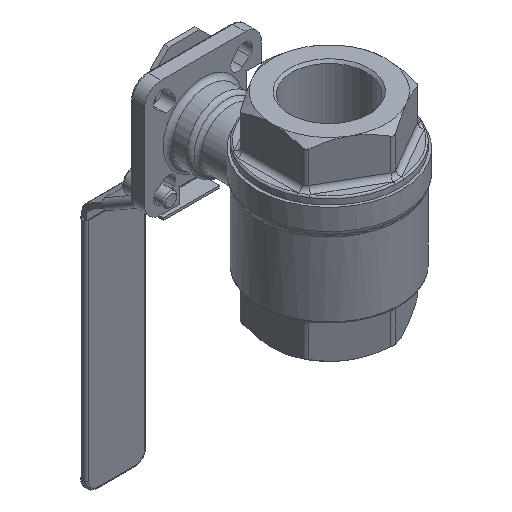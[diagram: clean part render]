
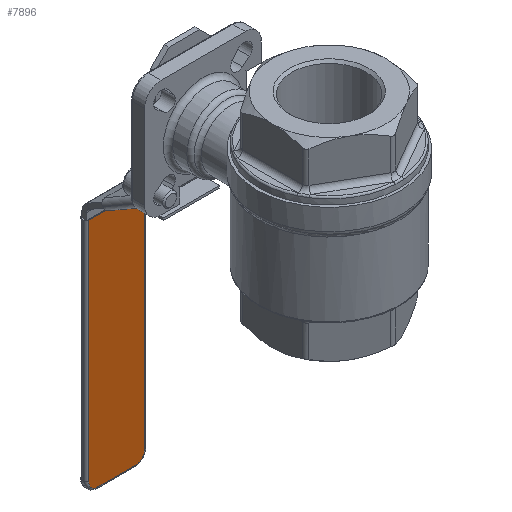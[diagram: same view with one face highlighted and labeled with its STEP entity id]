
A CAD part, isometric view. The second image highlights one B-rep face of the part: STEP entity #7896.
In plain terms, the highlighted planar face has unit normal (0, -1, 0).
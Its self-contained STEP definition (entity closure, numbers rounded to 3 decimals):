
#371=PLANE('',#8705);
#843=FACE_OUTER_BOUND('',#1323,.T.);
#1323=EDGE_LOOP('',(#6519,#6520,#6521,#6522,#6523,#6524));
#1862=LINE('',#14781,#2425);
#1865=LINE('',#14796,#2428);
#1867=LINE('',#14808,#2430);
#1868=LINE('',#14810,#2431);
#2425=VECTOR('',#10350,10.);
#2428=VECTOR('',#10367,10.);
#2430=VECTOR('',#10381,10.);
#2431=VECTOR('',#10384,10.);
#2828=CIRCLE('',#8696,4.);
#2832=CIRCLE('',#8702,4.);
#3585=VERTEX_POINT('',#14778);
#3586=VERTEX_POINT('',#14780);
#3588=VERTEX_POINT('',#14786);
#3590=VERTEX_POINT('',#14792);
#3592=VERTEX_POINT('',#14798);
#3594=VERTEX_POINT('',#14804);
#4573=EDGE_CURVE('',#3585,#3586,#1862,.T.);
#4578=EDGE_CURVE('',#3586,#3588,#2828,.T.);
#4581=EDGE_CURVE('',#3588,#3590,#1865,.T.);
#4584=EDGE_CURVE('',#3590,#3592,#2832,.T.);
#4587=EDGE_CURVE('',#3592,#3594,#1867,.T.);
#4588=EDGE_CURVE('',#3594,#3585,#1868,.T.);
#6519=ORIENTED_EDGE('',*,*,#4587,.F.);
#6520=ORIENTED_EDGE('',*,*,#4584,.F.);
#6521=ORIENTED_EDGE('',*,*,#4581,.F.);
#6522=ORIENTED_EDGE('',*,*,#4578,.F.);
#6523=ORIENTED_EDGE('',*,*,#4573,.F.);
#6524=ORIENTED_EDGE('',*,*,#4588,.F.);
#7896=ADVANCED_FACE('',(#843),#371,.T.);
#8696=AXIS2_PLACEMENT_3D('',#14790,#10360,#10361);
#8702=AXIS2_PLACEMENT_3D('',#14802,#10374,#10375);
#8705=AXIS2_PLACEMENT_3D('',#14809,#10382,#10383);
#10350=DIRECTION('',(0.,0.,-1.));
#10360=DIRECTION('center_axis',(0.,1.,0.));
#10361=DIRECTION('ref_axis',(0.707,0.,-0.707));
#10367=DIRECTION('',(-1.,0.,0.));
#10374=DIRECTION('center_axis',(0.,1.,0.));
#10375=DIRECTION('ref_axis',(-0.707,0.,-0.707));
#10381=DIRECTION('',(0.,0.,1.));
#10382=DIRECTION('center_axis',(0.,-1.,0.));
#10383=DIRECTION('ref_axis',(-1.,0.,0.));
#10384=DIRECTION('',(1.,0.,0.));
#14778=CARTESIAN_POINT('',(12.,28.975,-48.5));
#14780=CARTESIAN_POINT('',(12.,28.975,-145.25));
#14781=CARTESIAN_POINT('',(12.,28.975,-48.5));
#14786=CARTESIAN_POINT('',(8.,28.975,-149.25));
#14790=CARTESIAN_POINT('Origin',(8.,28.975,-145.25));
#14792=CARTESIAN_POINT('',(-8.,28.975,-149.25));
#14796=CARTESIAN_POINT('',(6.5,28.975,-149.25));
#14798=CARTESIAN_POINT('',(-12.,28.975,-145.25));
#14802=CARTESIAN_POINT('Origin',(-8.,28.975,-145.25));
#14804=CARTESIAN_POINT('',(-12.,28.975,-48.5));
#14808=CARTESIAN_POINT('',(-12.,28.975,-48.5));
#14809=CARTESIAN_POINT('Origin',(13.,28.975,-48.5));
#14810=CARTESIAN_POINT('',(-13.,28.975,-48.5));
